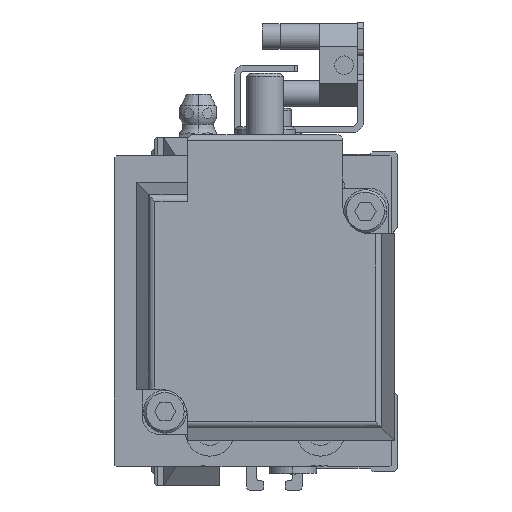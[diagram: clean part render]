
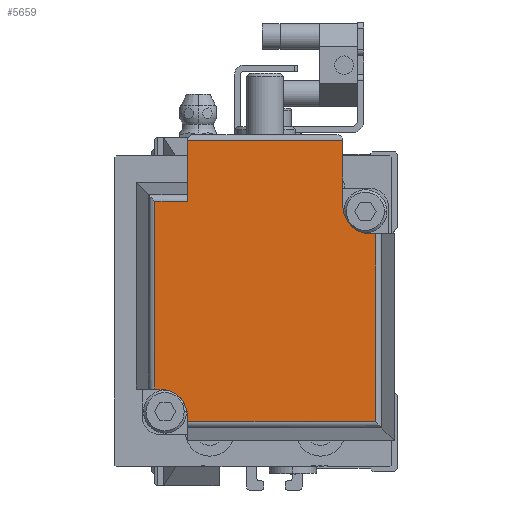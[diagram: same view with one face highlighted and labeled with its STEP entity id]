
A CAD part, left-side view. The second image highlights one B-rep face of the part: STEP entity #5659.
In plain terms, the highlighted face is planar.
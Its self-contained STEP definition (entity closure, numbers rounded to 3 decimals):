
#579 = VERTEX_POINT ( 'NONE', #17253 ) ;
#837 = CARTESIAN_POINT ( 'NONE',  ( 17.929, 82.4, 25. ) ) ;
#1016 = AXIS2_PLACEMENT_3D ( 'NONE', #31843, #35319, #3601 ) ;
#1170 = VERTEX_POINT ( 'NONE', #4306 ) ;
#2350 = VERTEX_POINT ( 'NONE', #19556 ) ;
#2357 = CARTESIAN_POINT ( 'NONE',  ( 12.6, 82.4, 17.929 ) ) ;
#2629 = VERTEX_POINT ( 'NONE', #36419 ) ;
#3187 = CARTESIAN_POINT ( 'NONE',  ( 27.7, 82.4, 12.6 ) ) ;
#3333 = VECTOR ( 'NONE', #19312, 1000. ) ;
#3444 = LINE ( 'NONE', #32082, #3333 ) ;
#3601 = DIRECTION ( 'NONE',  ( 0., 0., -1. ) ) ;
#4306 = CARTESIAN_POINT ( 'NONE',  ( -17.929, 82.4, 17.929 ) ) ;
#4561 = VECTOR ( 'NONE', #15127, 1000. ) ;
#5243 = VERTEX_POINT ( 'NONE', #6165 ) ;
#5424 = ORIENTED_EDGE ( 'NONE', *, *, #38831, .T. ) ;
#5495 = EDGE_CURVE ( 'NONE', #5243, #34448, #18796, .T. ) ;
#5659 = ADVANCED_FACE ( 'NONE', ( #7210 ), #28860, .F. ) ;
#6014 = DIRECTION ( 'NONE',  ( -1., 0., 0. ) ) ;
#6165 = CARTESIAN_POINT ( 'NONE',  ( 17.1, 82.4, 12.6 ) ) ;
#6313 = DIRECTION ( 'NONE',  ( -1., 0., 0. ) ) ;
#7009 = DIRECTION ( 'NONE',  ( 0., 0., -1. ) ) ;
#7210 = FACE_OUTER_BOUND ( 'NONE', #13197, .T. ) ;
#7251 = ORIENTED_EDGE ( 'NONE', *, *, #37332, .T. ) ;
#7360 = VECTOR ( 'NONE', #29381, 1000. ) ;
#7840 = EDGE_CURVE ( 'NONE', #19725, #2629, #26699, .T. ) ;
#7972 = ORIENTED_EDGE ( 'NONE', *, *, #32521, .T. ) ;
#8144 = VERTEX_POINT ( 'NONE', #38572 ) ;
#8311 = AXIS2_PLACEMENT_3D ( 'NONE', #17497, #26563, #36027 ) ;
#8370 = DIRECTION ( 'NONE',  ( 0., 0., -1. ) ) ;
#8742 = CARTESIAN_POINT ( 'NONE',  ( 12.6, 82.4, 25. ) ) ;
#8789 = CARTESIAN_POINT ( 'NONE',  ( 27.7, 82.4, -12.6 ) ) ;
#8795 = EDGE_CURVE ( 'NONE', #17268, #1170, #3444, .T. ) ;
#9969 = VERTEX_POINT ( 'NONE', #39516 ) ;
#10282 = ORIENTED_EDGE ( 'NONE', *, *, #28708, .T. ) ;
#10550 = LINE ( 'NONE', #38128, #34301 ) ;
#10643 = ORIENTED_EDGE ( 'NONE', *, *, #40276, .F. ) ;
#10940 = EDGE_CURVE ( 'NONE', #34794, #27729, #14248, .T. ) ;
#11836 = LINE ( 'NONE', #8742, #4561 ) ;
#13197 = EDGE_LOOP ( 'NONE', ( #35233, #15233, #24649, #7972, #7251, #24596, #32874, #22881, #10282, #10643, #39588, #5424 ) ) ;
#13757 = VECTOR ( 'NONE', #40665, 1000. ) ;
#14248 = CIRCLE ( 'NONE', #8311, 4.5 ) ;
#15127 = DIRECTION ( 'NONE',  ( 0., 0., -1. ) ) ;
#15233 = ORIENTED_EDGE ( 'NONE', *, *, #29671, .T. ) ;
#16103 = DIRECTION ( 'NONE',  ( 0., 0., 1. ) ) ;
#16268 = DIRECTION ( 'NONE',  ( 1., 0., 0. ) ) ;
#17253 = CARTESIAN_POINT ( 'NONE',  ( 17.929, 82.4, -12.6 ) ) ;
#17268 = VERTEX_POINT ( 'NONE', #2357 ) ;
#17497 = CARTESIAN_POINT ( 'NONE',  ( -17.1, 82.4, -17.1 ) ) ;
#17905 = VECTOR ( 'NONE', #16268, 1000. ) ;
#18342 = CARTESIAN_POINT ( 'NONE',  ( -17.1, 82.4, -12.6 ) ) ;
#18796 = CIRCLE ( 'NONE', #1016, 4.5 ) ;
#18802 = CARTESIAN_POINT ( 'NONE',  ( 25., 82.4, -17.929 ) ) ;
#19312 = DIRECTION ( 'NONE',  ( -1., 0., 0. ) ) ;
#19556 = CARTESIAN_POINT ( 'NONE',  ( -12.6, 82.4, -17.929 ) ) ;
#19725 = VERTEX_POINT ( 'NONE', #3187 ) ;
#20314 = EDGE_CURVE ( 'NONE', #2350, #27729, #10550, .T. ) ;
#22290 = CARTESIAN_POINT ( 'NONE',  ( 12.6, 82.4, 17.1 ) ) ;
#22746 = LINE ( 'NONE', #35103, #13757 ) ;
#22881 = ORIENTED_EDGE ( 'NONE', *, *, #10940, .F. ) ;
#23235 = CARTESIAN_POINT ( 'NONE',  ( -12.6, 82.4, -17.1 ) ) ;
#24596 = ORIENTED_EDGE ( 'NONE', *, *, #34333, .T. ) ;
#24649 = ORIENTED_EDGE ( 'NONE', *, *, #7840, .T. ) ;
#25575 = VECTOR ( 'NONE', #38767, 1000. ) ;
#26228 = CARTESIAN_POINT ( 'NONE',  ( 17.929, 82.4, 25. ) ) ;
#26563 = DIRECTION ( 'NONE',  ( 0., 1., 0. ) ) ;
#26699 = LINE ( 'NONE', #32687, #7360 ) ;
#27729 = VERTEX_POINT ( 'NONE', #23235 ) ;
#28068 = LINE ( 'NONE', #18802, #33283 ) ;
#28708 = EDGE_CURVE ( 'NONE', #34794, #9969, #22746, .T. ) ;
#28860 = PLANE ( 'NONE',  #39151 ) ;
#29381 = DIRECTION ( 'NONE',  ( 0., 0., -1. ) ) ;
#29671 = EDGE_CURVE ( 'NONE', #5243, #19725, #36026, .T. ) ;
#31257 = LINE ( 'NONE', #8789, #31960 ) ;
#31843 = CARTESIAN_POINT ( 'NONE',  ( 17.1, 82.4, 17.1 ) ) ;
#31960 = VECTOR ( 'NONE', #6313, 1000. ) ;
#32082 = CARTESIAN_POINT ( 'NONE',  ( 25., 82.4, 17.929 ) ) ;
#32167 = DIRECTION ( 'NONE',  ( 0., -1., 0. ) ) ;
#32521 = EDGE_CURVE ( 'NONE', #2629, #579, #31257, .T. ) ;
#32625 = LINE ( 'NONE', #26228, #25575 ) ;
#32687 = CARTESIAN_POINT ( 'NONE',  ( 27.7, 82.4, 12.6 ) ) ;
#32874 = ORIENTED_EDGE ( 'NONE', *, *, #20314, .T. ) ;
#32922 = LINE ( 'NONE', #36190, #37503 ) ;
#33283 = VECTOR ( 'NONE', #6014, 1000. ) ;
#34301 = VECTOR ( 'NONE', #16103, 1000. ) ;
#34333 = EDGE_CURVE ( 'NONE', #8144, #2350, #28068, .T. ) ;
#34448 = VERTEX_POINT ( 'NONE', #22290 ) ;
#34794 = VERTEX_POINT ( 'NONE', #18342 ) ;
#35103 = CARTESIAN_POINT ( 'NONE',  ( 17.929, 82.4, -12.6 ) ) ;
#35233 = ORIENTED_EDGE ( 'NONE', *, *, #5495, .F. ) ;
#35319 = DIRECTION ( 'NONE',  ( 0., 1., 0. ) ) ;
#35411 = CARTESIAN_POINT ( 'NONE',  ( 17.929, 82.4, 12.6 ) ) ;
#36026 = LINE ( 'NONE', #35411, #17905 ) ;
#36027 = DIRECTION ( 'NONE',  ( 0., 0., -1. ) ) ;
#36190 = CARTESIAN_POINT ( 'NONE',  ( -17.929, 82.4, 25. ) ) ;
#36419 = CARTESIAN_POINT ( 'NONE',  ( 27.7, 82.4, -12.6 ) ) ;
#37332 = EDGE_CURVE ( 'NONE', #579, #8144, #32625, .T. ) ;
#37503 = VECTOR ( 'NONE', #8370, 1000. ) ;
#38128 = CARTESIAN_POINT ( 'NONE',  ( -12.6, 82.4, 25. ) ) ;
#38572 = CARTESIAN_POINT ( 'NONE',  ( 17.929, 82.4, -17.929 ) ) ;
#38767 = DIRECTION ( 'NONE',  ( 0., 0., -1. ) ) ;
#38831 = EDGE_CURVE ( 'NONE', #17268, #34448, #11836, .T. ) ;
#39151 = AXIS2_PLACEMENT_3D ( 'NONE', #837, #32167, #7009 ) ;
#39516 = CARTESIAN_POINT ( 'NONE',  ( -17.929, 82.4, -12.6 ) ) ;
#39588 = ORIENTED_EDGE ( 'NONE', *, *, #8795, .F. ) ;
#40276 = EDGE_CURVE ( 'NONE', #1170, #9969, #32922, .T. ) ;
#40665 = DIRECTION ( 'NONE',  ( -1., 0., 0. ) ) ;
